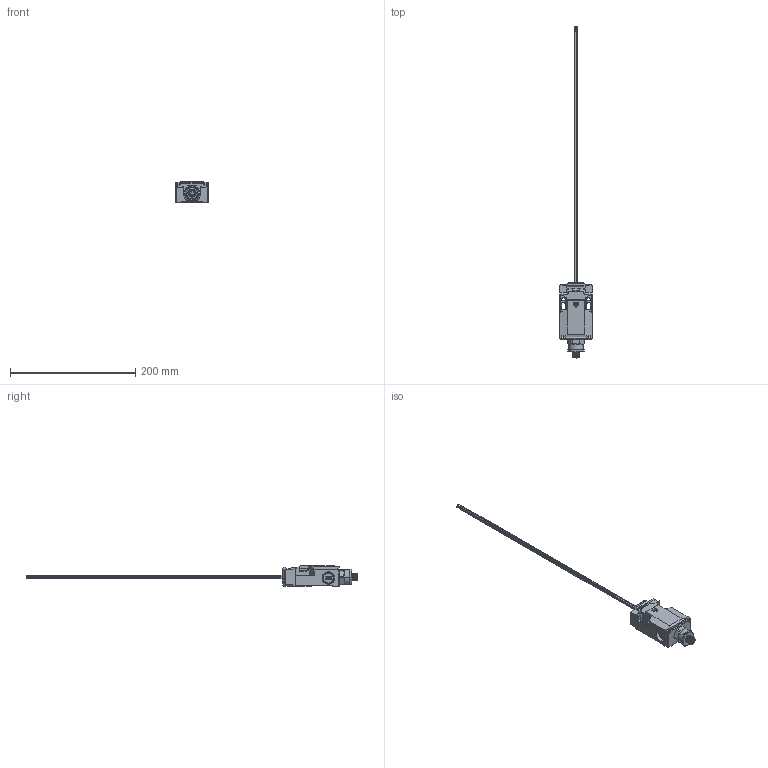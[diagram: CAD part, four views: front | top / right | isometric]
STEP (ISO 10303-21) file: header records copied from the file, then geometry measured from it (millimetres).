
FILE_DESCRIPTION((''),'2;1');
FILE_NAME('220508_ASM','2020-11-06T14:31:32',('PDMAdmin'),('BANNER ENGINEERING'),'CREO PARAMETRIC BY PTC INC, 2019292','CREO PARAMETRIC BY PTC INC, 2019292','');
FILE_SCHEMA(('CONFIG_CONTROL_DESIGN'));
Products named in the file (17): SI-QS90_INTERLOCK_BODY; 212874_ASM; 3230650160_1; 3148100008_1; 3998000124_ASM_1_ASM; 65145---SI-QS-M20_ASM; 123826; 08427; 22AWG20IN; 161829; 123826_ASM; PLUG_DIA-0170_THK-1000; PLUG_RECT-24000X5400_THK-1000; 4X1_DIA_PLUG; PLUG_DIA-0290_THK-100; PLUG_RECT-28000X15000_THK-10; 220508_ASM
Assembly tree (22 placements, depth 4):
  220508_ASM
    212874_ASM
      SI-QS90_INTERLOCK_BODY
    65145---SI-QS-M20_ASM
      3998000124_ASM_1_ASM
        3230650160_1
        3148100008_1
    123826_ASM
      123826
      08427
      22AWG20IN  x4
      161829
    PLUG_DIA-0170_THK-1000
    PLUG_RECT-24000X5400_THK-1000  x2
    4X1_DIA_PLUG  x2
    PLUG_DIA-0290_THK-100  x2
    PLUG_RECT-28000X15000_THK-10
Bounding box: 52 x 530.43 x 33.5 mm (x, y, z)
Volume: 79189.7 mm3; surface area: 81703 mm2
Topology: 21 solids, 26 shells, 2855 faces, 7465 edges, 4645 vertices
Faces by surface type: plane 1444, cylinder 899, torus 219, bspline 127, sphere 108, cone 50, extrusion 8
Entity records: 95704 total; most frequent: CARTESIAN_POINT 25843, ORIENTED_EDGE 14754, DIRECTION 14390, EDGE_CURVE 7387, AXIS2_PLACEMENT_3D 4831, VECTOR 4728, LINE 4720, VERTEX_POINT 4601
